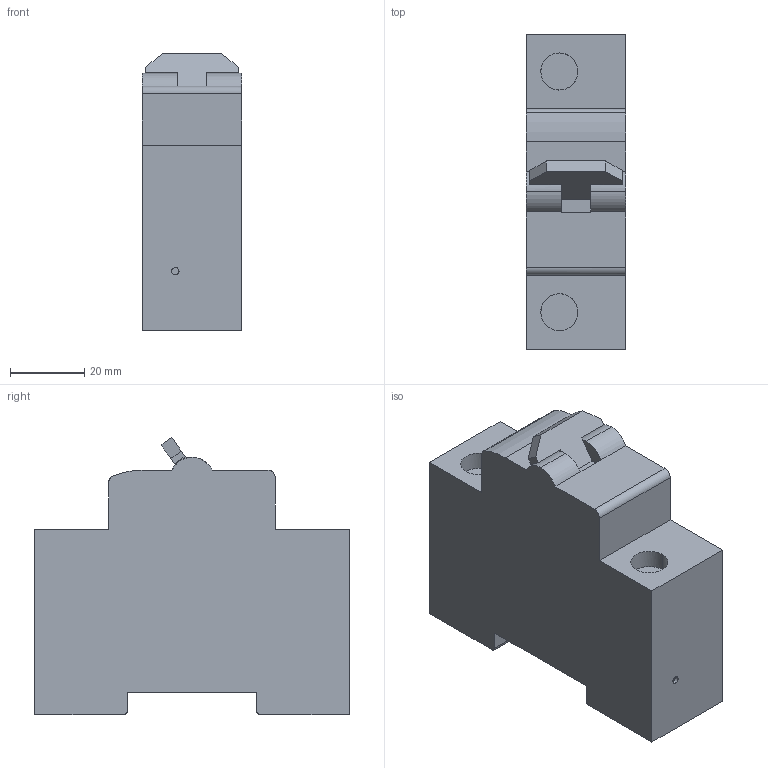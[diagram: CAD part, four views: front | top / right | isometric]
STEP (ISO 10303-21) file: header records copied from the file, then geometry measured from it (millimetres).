
FILE_DESCRIPTION(/* description */ (''),/* implementation_level */ '2;1');
FILE_NAME(/* name */ 'disjoncteurDC_scbhneider_MGN61506',/* time_stamp */ '2023-04-18T15:30:21+02:00',/* author */ (''),/* organization */ (''),/* preprocessor_version */ 'ST-DEVELOPER v16.5',/* originating_system */ '',/* authorisation */ '');
FILE_SCHEMA (('CONFIG_CONTROL_DESIGN'));
Length unit declared in the file: millimetre
Products named in the file (1): Document
Bounding box: 27 x 85 x 74.83 mm (x, y, z)
Volume: 128465.7 mm3; surface area: 18918.5 mm2
Topology: 1 solids, 1 shells, 55 faces, 143 edges, 94 vertices
Faces by surface type: bspline 55
Entity records: 3446 total; most frequent: CARTESIAN_POINT 1552, B_SPLINE_CURVE_WITH_KNOTS 353, ORIENTED_EDGE 286, PCURVE 286, DEFINITIONAL_REPRESENTATION 286, SURFACE_CURVE 143, EDGE_CURVE 143, VERTEX_POINT 94
